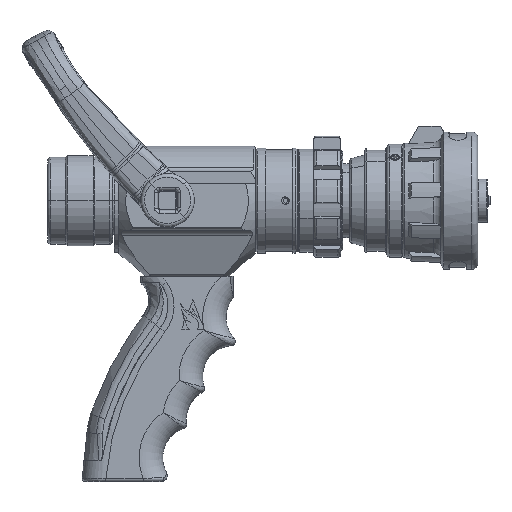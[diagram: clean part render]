
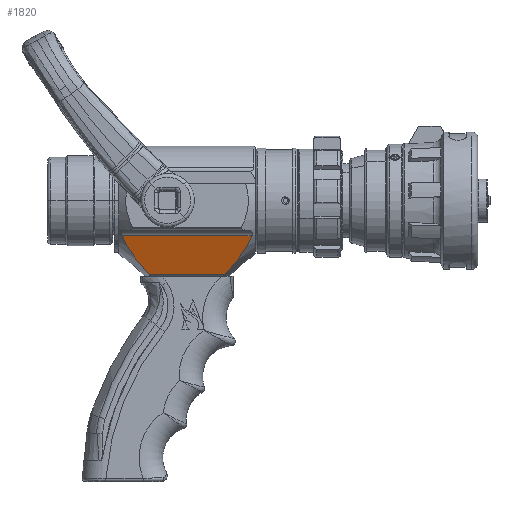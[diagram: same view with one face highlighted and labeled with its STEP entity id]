
A CAD part, top view. The second image highlights one B-rep face of the part: STEP entity #1820.
In plain terms, the highlighted planar face has unit normal (0, -0.375, 0.927).
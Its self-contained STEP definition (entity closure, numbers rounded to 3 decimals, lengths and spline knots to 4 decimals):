
#459=CARTESIAN_POINT('',(1.7926,-0.7426,
0.9244));
#569=CARTESIAN_POINT('',(-0.9586,-0.7426,
0.9244));
#729=CARTESIAN_POINT('',(1.7926,-0.7426,
0.9244));
#730=CARTESIAN_POINT('',(1.7785,-0.7808,
0.909));
#731=CARTESIAN_POINT('',(1.7447,-0.8589,
0.8774));
#732=CARTESIAN_POINT('',(1.6786,-0.98,
0.8285));
#733=CARTESIAN_POINT('',(1.5945,-1.1091,0.7764));
#734=CARTESIAN_POINT('',(1.4906,-1.248,0.7202));
#735=CARTESIAN_POINT('',(1.366,-1.3973,0.6599));
#736=CARTESIAN_POINT('',(1.2682,-1.5049,0.6164));
#737=CARTESIAN_POINT('',(1.2157,-1.5606,0.5939));
#739=CARTESIAN_POINT('',(-0.9586,-0.7426,
0.9244));
#740=CARTESIAN_POINT('',(-0.9445,-0.7808,
0.909));
#741=CARTESIAN_POINT('',(-0.9107,-0.8589,
0.8774));
#742=CARTESIAN_POINT('',(-0.8446,-0.98,
0.8285));
#743=CARTESIAN_POINT('',(-0.7605,-1.1091,
0.7764));
#744=CARTESIAN_POINT('',(-0.6566,-1.248,
0.7202));
#745=CARTESIAN_POINT('',(-0.532,-1.3973,
0.6599));
#746=CARTESIAN_POINT('',(-0.4342,-1.5049,
0.6164));
#747=CARTESIAN_POINT('',(-0.3817,-1.5606,
0.5939));
#749=DIRECTION('',(1.,0.,0.));
#750=VECTOR('',#749,2.7512);
#751=CARTESIAN_POINT('',(-0.9586,-0.7426,
0.9244));
#752=LINE('',#751,#750);
#753=DIRECTION('',(1.,0.,0.));
#754=VECTOR('',#753,1.5975);
#755=CARTESIAN_POINT('',(-0.3817,-1.5606,
0.5939));
#756=LINE('',#755,#754);
#1161=VERTEX_POINT('',#459);
#1162=VERTEX_POINT('',#569);
#1163=VERTEX_POINT('',#737);
#1164=VERTEX_POINT('',#747);
#1808=CARTESIAN_POINT('',(-2.583,-0.7426,0.9244));
#1809=DIRECTION('',(0.,-0.375,0.927));
#1810=DIRECTION('',(0.,-0.927,-0.375));
#1811=AXIS2_PLACEMENT_3D('',#1808,#1809,#1810);
#1812=PLANE('',#1811);
#1813=ORIENTED_EDGE('',*,*,#1554,.T.);
#1815=ORIENTED_EDGE('',*,*,#1814,.F.);
#1816=ORIENTED_EDGE('',*,*,#1626,.F.);
#1817=ORIENTED_EDGE('',*,*,#1801,.T.);
#1818=EDGE_LOOP('',(#1813,#1815,#1816,#1817));
#1819=FACE_OUTER_BOUND('',#1818,.F.);
#738=B_SPLINE_CURVE_WITH_KNOTS('',3,(#729,#730,#731,#732,#733,#734,#735,#736,
#737),.UNSPECIFIED.,.F.,.F.,(4,1,1,1,1,1,4),(0.,0.1667,
0.3333,0.5,0.6667,0.8333,1.),
.UNSPECIFIED.);
#748=B_SPLINE_CURVE_WITH_KNOTS('',3,(#739,#740,#741,#742,#743,#744,#745,#746,
#747),.UNSPECIFIED.,.F.,.F.,(4,1,1,1,1,1,4),(0.,0.1667,
0.3333,0.5,0.6667,0.8333,1.),
.UNSPECIFIED.);
#1554=EDGE_CURVE('',#1161,#1163,#738,.T.);
#1626=EDGE_CURVE('',#1162,#1164,#748,.T.);
#1801=EDGE_CURVE('',#1162,#1161,#752,.T.);
#1814=EDGE_CURVE('',#1164,#1163,#756,.T.);
#1820=ADVANCED_FACE('',(#1819),#1812,.T.);
